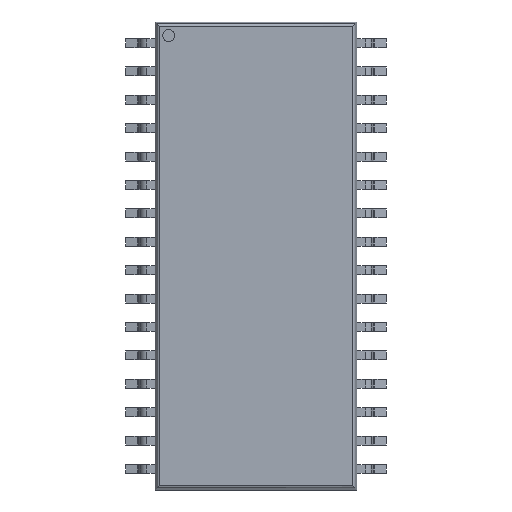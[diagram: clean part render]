
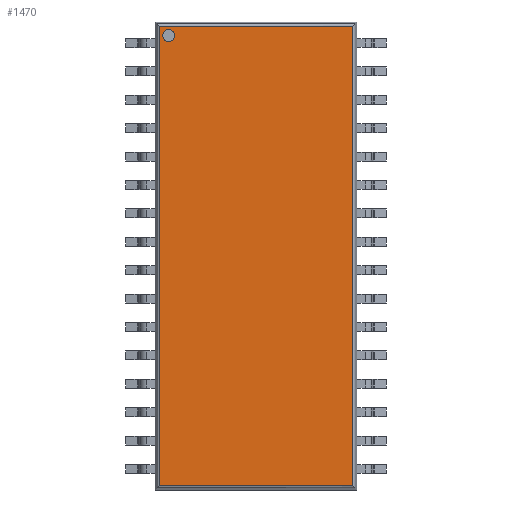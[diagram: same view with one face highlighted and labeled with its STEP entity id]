
A CAD part, top view. The second image highlights one B-rep face of the part: STEP entity #1470.
In plain terms, the highlighted planar face has unit normal (0, 0, 1).
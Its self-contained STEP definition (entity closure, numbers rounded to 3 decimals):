
#1420=CARTESIAN_POINT('',(-3.904,9.595,1.35));
#1421=VERTEX_POINT('',#1420);
#1422=CARTESIAN_POINT('',(-3.904,9.859,1.35));
#1423=DIRECTION('',(0.0,-0.0,1.0));
#1424=DIRECTION('',(0.0,-1.0,-0.0));
#1425=AXIS2_PLACEMENT_3D('',#1422,#1423,#1424);
#1426=CIRCLE('',#1425,0.264);
#1427=EDGE_CURVE('n� 674',#1421,#1421,#1426,.T.);
#1428=ORIENTED_EDGE('',*,*,#1427,.F.);
#1429=EDGE_LOOP('',(#1428));
#1430=FACE_OUTER_BOUND('',#1429,.T.);
#1431=CARTESIAN_POINT('',(-4.323,10.278,1.35));
#1432=VERTEX_POINT('',#1431);
#1433=CARTESIAN_POINT('',(-4.323,-10.278,1.35));
#1434=VERTEX_POINT('',#1433);
#1435=CARTESIAN_POINT('',(-4.323,-10.359,1.35));
#1436=DIRECTION('',(0.0,-1.0,-0.0));
#1437=VECTOR('',#1436,1.0);
#1438=LINE('',#1435,#1437);
#1439=EDGE_CURVE('n� 467',#1432,#1434,#1438,.T.);
#1440=ORIENTED_EDGE('',*,*,#1439,.T.);
#1441=CARTESIAN_POINT('',(4.323,-10.278,1.35));
#1442=VERTEX_POINT('',#1441);
#1443=CARTESIAN_POINT('',(4.404,-10.278,1.35));
#1444=DIRECTION('',(1.0,0.0,0.0));
#1445=VECTOR('',#1444,1.0);
#1446=LINE('',#1443,#1445);
#1447=EDGE_CURVE('n� 470',#1434,#1442,#1446,.T.);
#1448=ORIENTED_EDGE('',*,*,#1447,.T.);
#1449=CARTESIAN_POINT('',(4.323,10.278,1.35));
#1450=VERTEX_POINT('',#1449);
#1451=CARTESIAN_POINT('',(4.323,10.359,1.35));
#1452=DIRECTION('',(-0.0,1.0,0.0));
#1453=VECTOR('',#1452,1.0);
#1454=LINE('',#1451,#1453);
#1455=EDGE_CURVE('n� 459',#1442,#1450,#1454,.T.);
#1456=ORIENTED_EDGE('',*,*,#1455,.T.);
#1457=CARTESIAN_POINT('',(-4.404,10.278,1.35));
#1458=DIRECTION('',(-1.0,-0.0,0.0));
#1459=VECTOR('',#1458,1.0);
#1460=LINE('',#1457,#1459);
#1461=EDGE_CURVE('n� 463',#1450,#1432,#1460,.T.);
#1462=ORIENTED_EDGE('',*,*,#1461,.T.);
#1463=EDGE_LOOP('',(#1440,#1448,#1456,#1462));
#1464=FACE_BOUND('',#1463,.T.);
#1465=CARTESIAN_POINT('',(-4.51,10.465,1.35));
#1466=DIRECTION('',(0.0,0.0,-1.0));
#1467=DIRECTION('',(0.0,1.0,0.0));
#1468=AXIS2_PLACEMENT_3D('',#1465,#1466,#1467);
#1469=PLANE('',#1468);
#1470=ADVANCED_FACE('n� 1',(#1430,#1464),#1469,.F.);
